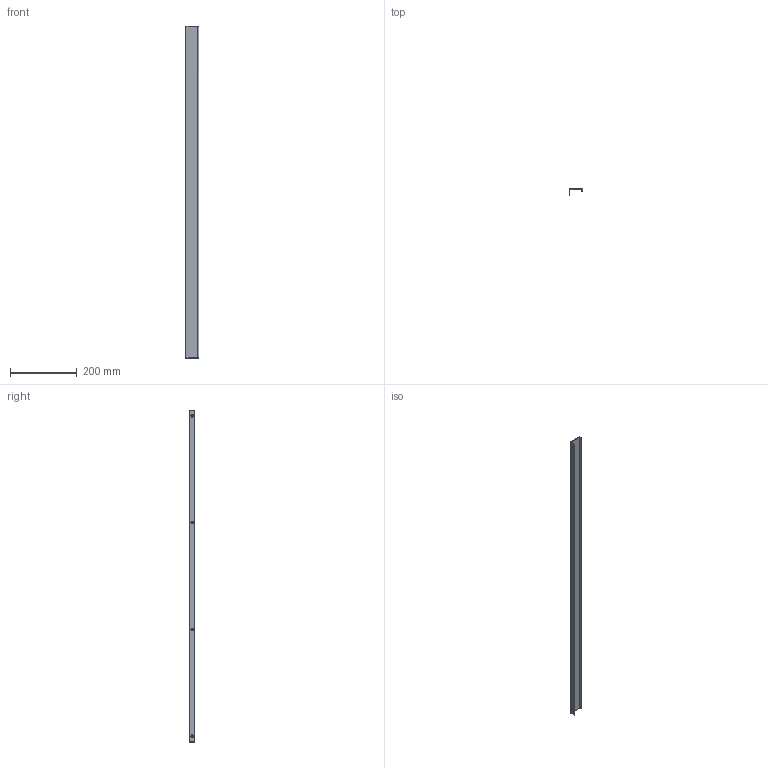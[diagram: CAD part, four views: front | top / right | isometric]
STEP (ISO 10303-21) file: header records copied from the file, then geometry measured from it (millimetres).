
FILE_DESCRIPTION(('Creo Elements/Direct Modeling STEP Export'),'2;1');
FILE_NAME('2627-995.stp','2023-09-07T10:11:25',(''),(''),'Creo Elements/Direct Modeling STEP processor for AP214 (Solid Model)','Creo Elements/Direct Modeling 20.0 12-Nov-2016 (C) Parametric Technology GmbH','');
FILE_SCHEMA(('AUTOMOTIVE_DESIGN { 1 0 10303 214 1 1 1 1 }'));
Length unit declared in the file: millimetre
Products named in the file (2): AL-12166.1.1
Assembly tree (1 placements, depth 2):
  AL-12166.1.1
    AL-12166.1.1
Bounding box: 40 x 17.6 x 995 mm (x, y, z)
Volume: 103842.4 mm3; surface area: 123753.5 mm2
Topology: 1 solids, 1 shells, 72 faces, 178 edges, 106 vertices
Faces by surface type: cylinder 27, bspline 14, plane 11, torus 10, cone 8, sphere 2
Entity records: 3545 total; most frequent: CARTESIAN_POINT 1954, ORIENTED_EDGE 352, DIRECTION 290, EDGE_CURVE 176, AXIS2_PLACEMENT_3D 114, VERTEX_POINT 106, EDGE_LOOP 80, FACE_OUTER_BOUND 72
